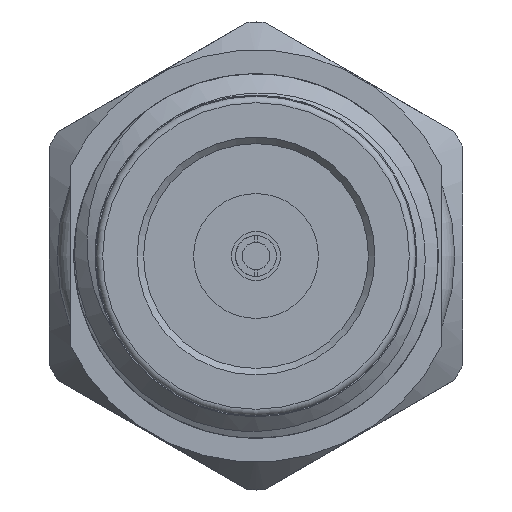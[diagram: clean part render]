
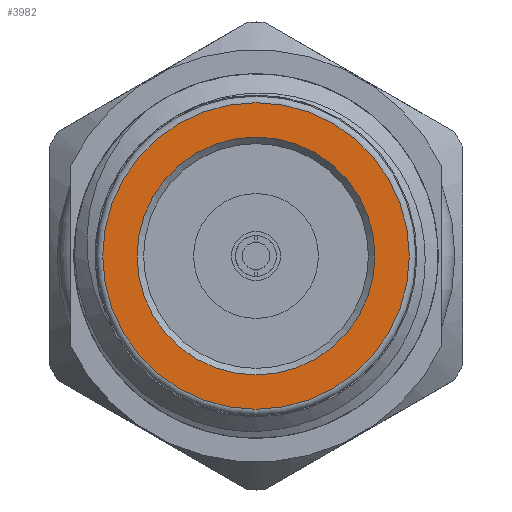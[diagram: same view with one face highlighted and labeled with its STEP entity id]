
A CAD part, front view. The second image highlights one B-rep face of the part: STEP entity #3982.
In plain terms, the highlighted planar face has unit normal (0, -1, 0).
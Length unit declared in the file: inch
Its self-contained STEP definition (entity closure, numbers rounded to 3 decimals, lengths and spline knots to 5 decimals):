
#263 = DIRECTION ( 'NONE',  ( 0., 0., -1. ) ) ;
#482 = FACE_OUTER_BOUND ( 'NONE', #776, .T. ) ;
#731 = AXIS2_PLACEMENT_3D ( 'NONE', #2051, #5150, #263 ) ;
#759 = AXIS2_PLACEMENT_3D ( 'NONE', #2567, #1652, #5277 ) ;
#776 = EDGE_LOOP ( 'NONE', ( #5603 ) ) ;
#1361 = EDGE_LOOP ( 'NONE', ( #5341 ) ) ;
#1369 = CARTESIAN_POINT ( 'NONE',  ( 0., -0.34, -0.11595 ) ) ;
#1652 = DIRECTION ( 'NONE',  ( 0., -1., 0. ) ) ;
#1720 = AXIS2_PLACEMENT_3D ( 'NONE', #3776, #2033, #5165 ) ;
#1757 = EDGE_CURVE ( 'NONE', #4597, #4597, #5783, .T. ) ;
#2033 = DIRECTION ( 'NONE',  ( 0., -1., 0. ) ) ;
#2051 = CARTESIAN_POINT ( 'NONE',  ( 0., -0.34, 0. ) ) ;
#2076 = PLANE ( 'NONE',  #759 ) ;
#2567 = CARTESIAN_POINT ( 'NONE',  ( 0., -0.34, 0. ) ) ;
#2725 = CARTESIAN_POINT ( 'NONE',  ( 0., -0.34, -0.09 ) ) ;
#3134 = VERTEX_POINT ( 'NONE', #2725 ) ;
#3776 = CARTESIAN_POINT ( 'NONE',  ( 0., -0.34, 0. ) ) ;
#3982 = ADVANCED_FACE ( 'NONE', ( #482, #5689 ), #2076, .T. ) ;
#4491 = EDGE_CURVE ( 'NONE', #3134, #3134, #4785, .T. ) ;
#4597 = VERTEX_POINT ( 'NONE', #1369 ) ;
#4785 = CIRCLE ( 'NONE', #731, 0.09 ) ;
#5150 = DIRECTION ( 'NONE',  ( 0., -1., 0. ) ) ;
#5165 = DIRECTION ( 'NONE',  ( 0., 0., -1. ) ) ;
#5277 = DIRECTION ( 'NONE',  ( 0., 0., -1. ) ) ;
#5341 = ORIENTED_EDGE ( 'NONE', *, *, #4491, .F. ) ;
#5603 = ORIENTED_EDGE ( 'NONE', *, *, #1757, .T. ) ;
#5689 = FACE_BOUND ( 'NONE', #1361, .T. ) ;
#5783 = CIRCLE ( 'NONE', #1720, 0.11595 ) ;
